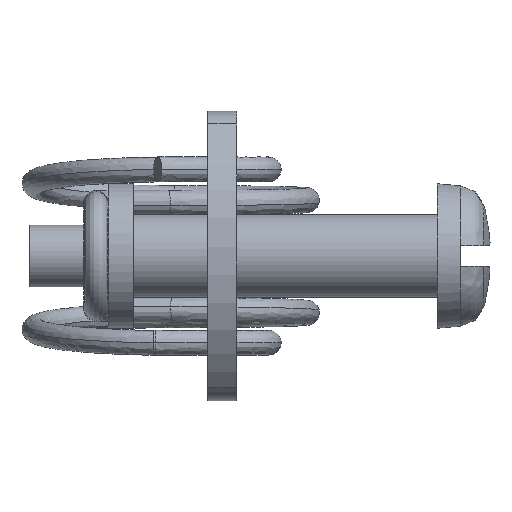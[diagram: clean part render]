
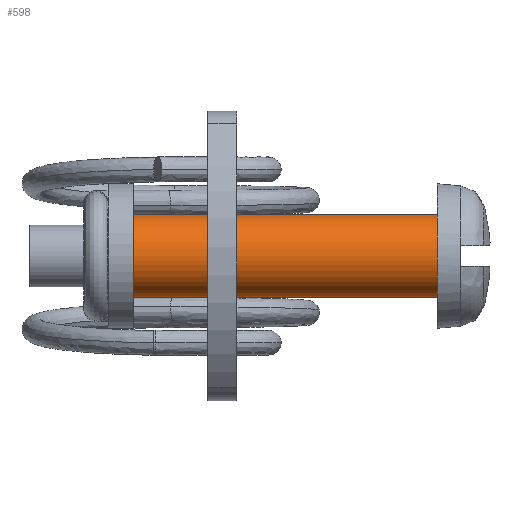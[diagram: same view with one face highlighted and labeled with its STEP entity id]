
A CAD part, top view. The second image highlights one B-rep face of the part: STEP entity #598.
In plain terms, the highlighted free-form (B-spline) face has degree [2, 1] with [5, 2] control points.
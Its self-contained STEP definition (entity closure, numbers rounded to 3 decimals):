
#412=CARTESIAN_POINT('',(-14.7,-1.996,-0.122));
#413=VERTEX_POINT('',#412);
#427=CARTESIAN_POINT('',(-14.7,0.0,2.0));
#428=VERTEX_POINT('',#427);
#429=CARTESIAN_POINT('',(-14.7,-1.996,-0.122));
#430=CARTESIAN_POINT('',(-14.7,-2.,-0.061));
#431=CARTESIAN_POINT('',(-14.7,-2.0,0.0));
#432=CARTESIAN_POINT('',(-14.7,-2.,2.));
#433=CARTESIAN_POINT('',(-14.7,0.0,2.0));
#441=(BOUNDED_CURVE()B_SPLINE_CURVE(2,(#429,#430,#431,#432,#433),.UNSPECIFIED.,.F.,.U.)B_SPLINE_CURVE_WITH_KNOTS((3,2,3),(0.739,0.75,1.0),.UNSPECIFIED.)CURVE()GEOMETRIC_REPRESENTATION_ITEM()RATIONAL_B_SPLINE_CURVE((0.976,0.988,1.0,0.707,1.0))REPRESENTATION_ITEM(''));
#442=EDGE_CURVE('',#413,#428,#441,.T.);
#444=CARTESIAN_POINT('',(-14.7,1.996,0.122));
#445=VERTEX_POINT('',#444);
#446=CARTESIAN_POINT('',(-14.7,0.0,2.0));
#447=CARTESIAN_POINT('',(-14.7,1.881,2.0));
#448=CARTESIAN_POINT('',(-14.7,1.996,0.122));
#456=(BOUNDED_CURVE()B_SPLINE_CURVE(2,(#446,#447,#448),.UNSPECIFIED.,.F.,.U.)B_SPLINE_CURVE_WITH_KNOTS((3,3),(0.0,0.239),.UNSPECIFIED.)CURVE()GEOMETRIC_REPRESENTATION_ITEM()RATIONAL_B_SPLINE_CURVE((1.0,0.72,0.976))REPRESENTATION_ITEM(''));
#457=EDGE_CURVE('',#428,#445,#456,.T.);
#496=CARTESIAN_POINT('',(0.,1.996,0.122));
#497=VERTEX_POINT('',#496);
#498=CARTESIAN_POINT('',(0.,1.996,0.122));
#499=CARTESIAN_POINT('',(-14.7,1.996,0.122));
#500=QUASI_UNIFORM_CURVE('',1,(#498,#499),.UNSPECIFIED.,.F.,.U.);
#501=EDGE_CURVE('',#497,#445,#500,.T.);
#520=CARTESIAN_POINT('',(0.,-1.996,-0.122));
#521=VERTEX_POINT('',#520);
#535=CARTESIAN_POINT('',(0.,-1.996,-0.122));
#536=CARTESIAN_POINT('',(-14.7,-1.996,-0.122));
#537=QUASI_UNIFORM_CURVE('',1,(#535,#536),.UNSPECIFIED.,.F.,.U.);
#538=EDGE_CURVE('',#521,#413,#537,.T.);
#544=CARTESIAN_POINT('',(0.368,-1.996,-0.122));
#545=CARTESIAN_POINT('',(0.368,-2.118,1.874));
#546=CARTESIAN_POINT('',(0.368,-0.122,1.996));
#547=CARTESIAN_POINT('',(0.368,1.874,2.118));
#548=CARTESIAN_POINT('',(0.368,1.996,0.122));
#549=CARTESIAN_POINT('',(-15.077,-1.996,-0.122));
#550=CARTESIAN_POINT('',(-15.077,-2.118,1.874));
#551=CARTESIAN_POINT('',(-15.077,-0.122,1.996));
#552=CARTESIAN_POINT('',(-15.077,1.874,2.118));
#553=CARTESIAN_POINT('',(-15.077,1.996,0.122));
#561=(BOUNDED_SURFACE()B_SPLINE_SURFACE(2,1,((#544,#549),(#545,#550),(#546,#551),(#547,#552),(#548,#553)),.UNSPECIFIED.,.F.,.F.,.U.)B_SPLINE_SURFACE_WITH_KNOTS((3,2,3),(2,2),(0.0,3.314,6.627),(0.0,15.444),.UNSPECIFIED.)GEOMETRIC_REPRESENTATION_ITEM()RATIONAL_B_SPLINE_SURFACE(((1.0,1.0),(0.707,0.707),(1.0,1.0),(0.707,0.707),(1.0,1.0)))REPRESENTATION_ITEM('')SURFACE());
#562=ORIENTED_EDGE('',*,*,#457,.F.);
#563=ORIENTED_EDGE('',*,*,#442,.F.);
#564=ORIENTED_EDGE('',*,*,#538,.F.);
#565=CARTESIAN_POINT('',(0.,0.0,2.0));
#566=VERTEX_POINT('',#565);
#567=CARTESIAN_POINT('',(0.,-1.996,-0.122));
#568=CARTESIAN_POINT('',(0.,-2.,-0.061));
#569=CARTESIAN_POINT('',(0.,-2.0,0.0));
#570=CARTESIAN_POINT('',(0.,-2.,2.));
#571=CARTESIAN_POINT('',(0.,0.0,2.0));
#579=(BOUNDED_CURVE()B_SPLINE_CURVE(2,(#567,#568,#569,#570,#571),.UNSPECIFIED.,.F.,.U.)B_SPLINE_CURVE_WITH_KNOTS((3,2,3),(0.739,0.75,1.0),.UNSPECIFIED.)CURVE()GEOMETRIC_REPRESENTATION_ITEM()RATIONAL_B_SPLINE_CURVE((0.976,0.988,1.0,0.707,1.0))REPRESENTATION_ITEM(''));
#580=EDGE_CURVE('',#521,#566,#579,.T.);
#581=ORIENTED_EDGE('',*,*,#580,.T.);
#582=CARTESIAN_POINT('',(0.,0.0,2.0));
#583=CARTESIAN_POINT('',(0.,1.881,2.0));
#584=CARTESIAN_POINT('',(0.,1.996,0.122));
#592=(BOUNDED_CURVE()B_SPLINE_CURVE(2,(#582,#583,#584),.UNSPECIFIED.,.F.,.U.)B_SPLINE_CURVE_WITH_KNOTS((3,3),(0.0,0.239),.UNSPECIFIED.)CURVE()GEOMETRIC_REPRESENTATION_ITEM()RATIONAL_B_SPLINE_CURVE((1.0,0.72,0.976))REPRESENTATION_ITEM(''));
#593=EDGE_CURVE('',#566,#497,#592,.T.);
#594=ORIENTED_EDGE('',*,*,#593,.T.);
#595=ORIENTED_EDGE('',*,*,#501,.T.);
#596=EDGE_LOOP('',(#562,#563,#564,#581,#594,#595));
#597=FACE_OUTER_BOUND('',#596,.T.);
#598=ADVANCED_FACE('',(#597),#561,.T.);
